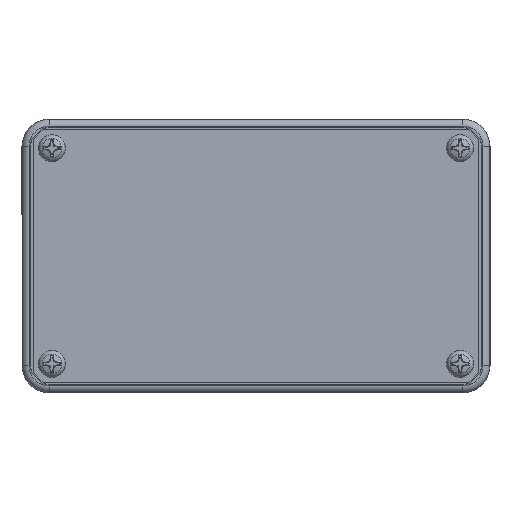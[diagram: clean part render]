
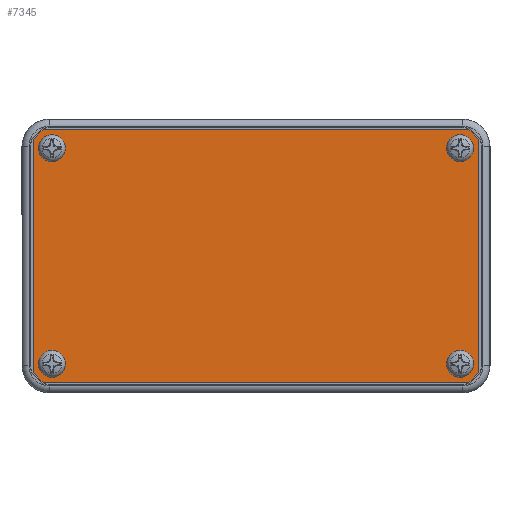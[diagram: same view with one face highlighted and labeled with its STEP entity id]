
A CAD part, front view. The second image highlights one B-rep face of the part: STEP entity #7345.
In plain terms, the highlighted face is planar.
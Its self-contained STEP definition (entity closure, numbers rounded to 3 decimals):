
#162=FACE_BOUND('',#1207,.T.);
#163=FACE_BOUND('',#1208,.T.);
#164=FACE_BOUND('',#1209,.T.);
#165=FACE_BOUND('',#1210,.T.);
#166=FACE_BOUND('',#1211,.T.);
#450=PLANE('',#7847);
#1207=EDGE_LOOP('',(#6790));
#1208=EDGE_LOOP('',(#6791));
#1209=EDGE_LOOP('',(#6792));
#1210=EDGE_LOOP('',(#6793));
#1211=EDGE_LOOP('',(#6794,#6795,#6796,#6797,#6798,#6799,#6800,#6801));
#2085=LINE('',#11826,#2965);
#2087=LINE('',#11830,#2967);
#2090=LINE('',#11836,#2970);
#2091=LINE('',#11838,#2971);
#2092=LINE('',#11840,#2972);
#2093=LINE('',#11842,#2973);
#2094=LINE('',#11844,#2974);
#2095=LINE('',#11845,#2975);
#2965=VECTOR('',#9672,2.828);
#2967=VECTOR('',#9676,85.5);
#2970=VECTOR('',#9681,46.8);
#2971=VECTOR('',#9682,2.828);
#2972=VECTOR('',#9683,85.5);
#2973=VECTOR('',#9684,2.828);
#2974=VECTOR('',#9685,46.8);
#2975=VECTOR('',#9686,2.828);
#3119=CIRCLE('',#7834,1.75);
#3121=CIRCLE('',#7837,1.75);
#3123=CIRCLE('',#7840,1.75);
#3125=CIRCLE('',#7843,1.75);
#3776=VERTEX_POINT('',#11800);
#3778=VERTEX_POINT('',#11805);
#3780=VERTEX_POINT('',#11810);
#3782=VERTEX_POINT('',#11815);
#3786=VERTEX_POINT('',#11823);
#3787=VERTEX_POINT('',#11825);
#3788=VERTEX_POINT('',#11829);
#3790=VERTEX_POINT('',#11835);
#3791=VERTEX_POINT('',#11837);
#3792=VERTEX_POINT('',#11839);
#3793=VERTEX_POINT('',#11841);
#3794=VERTEX_POINT('',#11843);
#4789=EDGE_CURVE('',#3776,#3776,#3119,.T.);
#4791=EDGE_CURVE('',#3778,#3778,#3121,.T.);
#4793=EDGE_CURVE('',#3780,#3780,#3123,.T.);
#4795=EDGE_CURVE('',#3782,#3782,#3125,.T.);
#4799=EDGE_CURVE('',#3786,#3787,#2085,.T.);
#4801=EDGE_CURVE('',#3788,#3787,#2087,.T.);
#4804=EDGE_CURVE('',#3786,#3790,#2090,.T.);
#4805=EDGE_CURVE('',#3791,#3790,#2091,.T.);
#4806=EDGE_CURVE('',#3791,#3792,#2092,.T.);
#4807=EDGE_CURVE('',#3793,#3792,#2093,.T.);
#4808=EDGE_CURVE('',#3793,#3794,#2094,.T.);
#4809=EDGE_CURVE('',#3788,#3794,#2095,.T.);
#6790=ORIENTED_EDGE('',*,*,#4789,.T.);
#6791=ORIENTED_EDGE('',*,*,#4791,.T.);
#6792=ORIENTED_EDGE('',*,*,#4793,.T.);
#6793=ORIENTED_EDGE('',*,*,#4795,.T.);
#6794=ORIENTED_EDGE('',*,*,#4799,.F.);
#6795=ORIENTED_EDGE('',*,*,#4804,.T.);
#6796=ORIENTED_EDGE('',*,*,#4805,.F.);
#6797=ORIENTED_EDGE('',*,*,#4806,.T.);
#6798=ORIENTED_EDGE('',*,*,#4807,.F.);
#6799=ORIENTED_EDGE('',*,*,#4808,.T.);
#6800=ORIENTED_EDGE('',*,*,#4809,.F.);
#6801=ORIENTED_EDGE('',*,*,#4801,.T.);
#7345=ADVANCED_FACE('',(#162,#163,#164,#165,#166),#450,.F.);
#7834=AXIS2_PLACEMENT_3D('',#11801,#9646,#9647);
#7837=AXIS2_PLACEMENT_3D('',#11806,#9652,#9653);
#7840=AXIS2_PLACEMENT_3D('',#11811,#9658,#9659);
#7843=AXIS2_PLACEMENT_3D('',#11816,#9664,#9665);
#7847=AXIS2_PLACEMENT_3D('',#11834,#9679,#9680);
#9646=DIRECTION('center_axis',(0.,0.,1.));
#9647=DIRECTION('ref_axis',(1.,0.,0.));
#9652=DIRECTION('center_axis',(0.,0.,1.));
#9653=DIRECTION('ref_axis',(1.,0.,0.));
#9658=DIRECTION('center_axis',(0.,0.,1.));
#9659=DIRECTION('ref_axis',(1.,0.,0.));
#9664=DIRECTION('center_axis',(0.,0.,1.));
#9665=DIRECTION('ref_axis',(1.,0.,0.));
#9672=DIRECTION('',(0.707,-0.707,0.));
#9676=DIRECTION('',(-1.,0.,0.));
#9679=DIRECTION('center_axis',(0.,0.,1.));
#9680=DIRECTION('ref_axis',(1.,0.,0.));
#9681=DIRECTION('',(0.,1.,0.));
#9682=DIRECTION('',(-0.707,-0.707,0.));
#9683=DIRECTION('',(1.,0.,0.));
#9684=DIRECTION('',(-0.707,0.707,0.));
#9685=DIRECTION('',(0.,-1.,0.));
#9686=DIRECTION('',(0.707,0.707,0.));
#11800=CARTESIAN_POINT('',(39.25,-21.65,0.));
#11801=CARTESIAN_POINT('Origin',(41.,-21.65,0.));
#11805=CARTESIAN_POINT('',(-42.75,21.65,0.));
#11806=CARTESIAN_POINT('Origin',(-41.,21.65,0.));
#11810=CARTESIAN_POINT('',(39.25,21.65,0.));
#11811=CARTESIAN_POINT('Origin',(41.,21.65,0.));
#11815=CARTESIAN_POINT('',(-42.75,-21.65,0.));
#11816=CARTESIAN_POINT('Origin',(-41.,-21.65,0.));
#11823=CARTESIAN_POINT('',(-44.75,-23.4,0.));
#11825=CARTESIAN_POINT('',(-42.75,-25.4,0.));
#11826=CARTESIAN_POINT('',(-38.913,-29.238,0.));
#11829=CARTESIAN_POINT('',(42.75,-25.4,0.));
#11830=CARTESIAN_POINT('',(44.75,-25.4,0.));
#11834=CARTESIAN_POINT('Origin',(0.,0.,0.));
#11835=CARTESIAN_POINT('',(-44.75,23.4,0.));
#11836=CARTESIAN_POINT('',(-44.75,-25.4,0.));
#11837=CARTESIAN_POINT('',(-42.75,25.4,0.));
#11838=CARTESIAN_POINT('',(-38.913,29.238,0.));
#11839=CARTESIAN_POINT('',(42.75,25.4,0.));
#11840=CARTESIAN_POINT('',(-44.75,25.4,0.));
#11841=CARTESIAN_POINT('',(44.75,23.4,0.));
#11842=CARTESIAN_POINT('',(38.913,29.238,0.));
#11843=CARTESIAN_POINT('',(44.75,-23.4,0.));
#11844=CARTESIAN_POINT('',(44.75,25.4,0.));
#11845=CARTESIAN_POINT('',(38.913,-29.238,0.));
